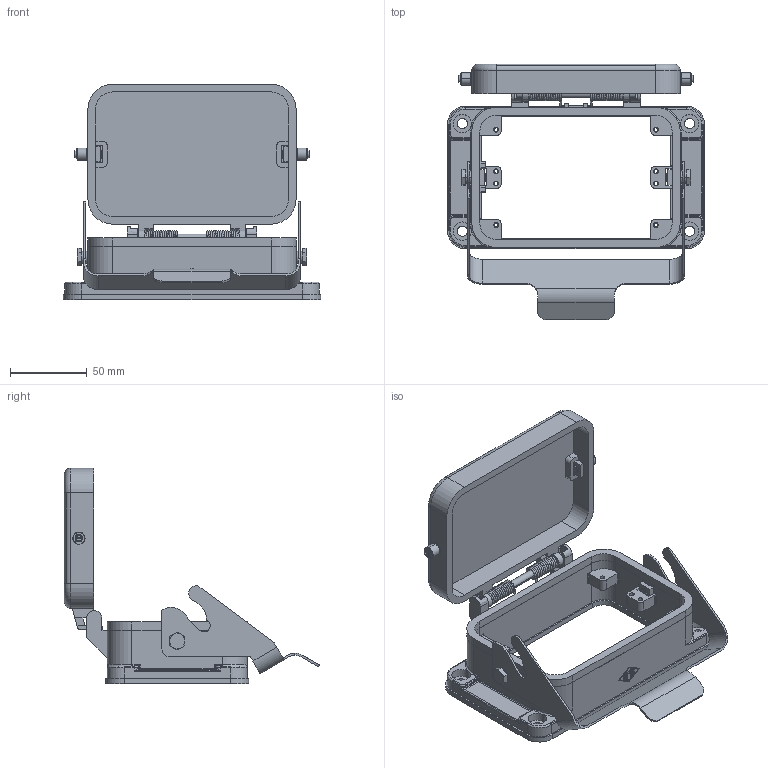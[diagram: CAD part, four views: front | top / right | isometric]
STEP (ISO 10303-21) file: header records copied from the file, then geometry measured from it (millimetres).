
FILE_DESCRIPTION((''),'2;1');
FILE_NAME('CHIW 48 LS.stp','2007-01-02T15:38:51',('CADmaster'),(''),'Autodesk Inventor 7','Autodesk Inventor 7','');
FILE_SCHEMA(('AUTOMOTIVE_DESIGN { 1 0 10303 214 1 1 1 1 }'));
Length unit declared in the file: millimetre
Products named in the file (1): CHIW 48 LS
Bounding box: 167.5 x 166.2 x 140.2 mm (x, y, z)
Volume: 230405.6 mm3; surface area: 113911.8 mm2
Topology: 6 solids, 6 shells, 798 faces, 2113 edges, 1342 vertices
Faces by surface type: cylinder 303, bspline 239, plane 218, torus 26, cone 12
Entity records: 31067 total; most frequent: CARTESIAN_POINT 11430, ORIENTED_EDGE 4196, DIRECTION 4056, EDGE_CURVE 2098, AXIS2_PLACEMENT_3D 1482, VERTEX_POINT 1342, VECTOR 1092, LINE 1092
